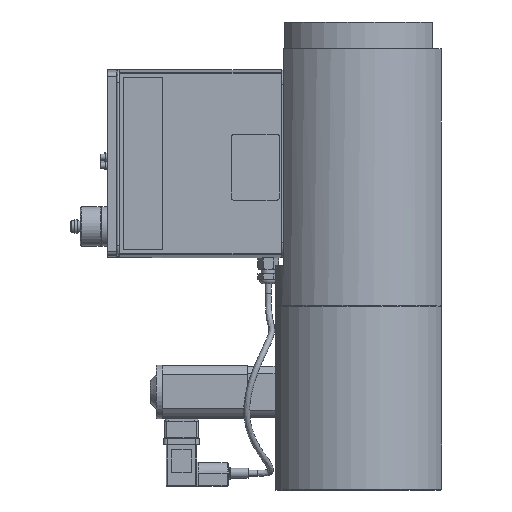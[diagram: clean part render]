
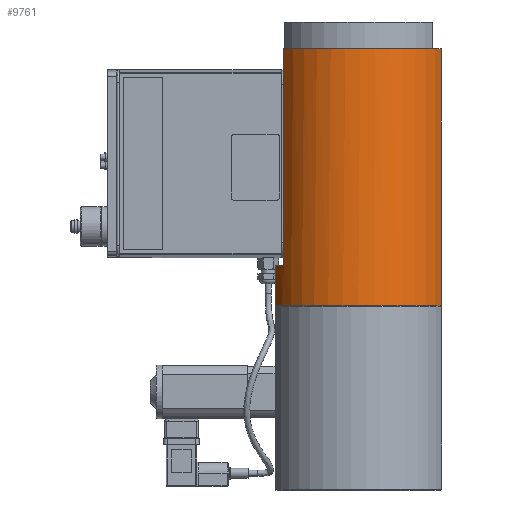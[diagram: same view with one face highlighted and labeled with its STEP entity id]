
A CAD part, left-side view. The second image highlights one B-rep face of the part: STEP entity #9761.
In plain terms, the highlighted cylindrical face has radius 44.5 mm (diameter 89 mm), a partial arc.
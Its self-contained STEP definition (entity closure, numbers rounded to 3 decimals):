
#725=CYLINDRICAL_SURFACE('',#10571,44.5);
#1090=LINE('',#15869,#1760);
#1091=LINE('',#15872,#1761);
#1092=LINE('',#15873,#1762);
#1760=VECTOR('',#12397,10.);
#1761=VECTOR('',#12400,10.);
#1762=VECTOR('',#12401,10.);
#2523=FACE_OUTER_BOUND('',#3123,.T.);
#3123=EDGE_LOOP('',(#7574,#7575,#7576,#7577,#7578,#7579));
#3754=CIRCLE('',#10570,44.5);
#3755=CIRCLE('',#10572,44.5);
#3756=CIRCLE('',#10573,44.5);
#4487=VERTEX_POINT('',#15857);
#4488=VERTEX_POINT('',#15859);
#4490=VERTEX_POINT('',#15865);
#4491=VERTEX_POINT('',#15866);
#4492=VERTEX_POINT('',#15868);
#4493=VERTEX_POINT('',#15870);
#5624=EDGE_CURVE('',#4488,#4487,#3754,.T.);
#5627=EDGE_CURVE('',#4490,#4491,#3755,.T.);
#5628=EDGE_CURVE('',#4492,#4491,#1090,.T.);
#5629=EDGE_CURVE('',#4493,#4492,#3756,.T.);
#5630=EDGE_CURVE('',#4488,#4493,#1091,.T.);
#5631=EDGE_CURVE('',#4487,#4490,#1092,.T.);
#7574=ORIENTED_EDGE('',*,*,#5627,.T.);
#7575=ORIENTED_EDGE('',*,*,#5628,.F.);
#7576=ORIENTED_EDGE('',*,*,#5629,.F.);
#7577=ORIENTED_EDGE('',*,*,#5630,.F.);
#7578=ORIENTED_EDGE('',*,*,#5624,.T.);
#7579=ORIENTED_EDGE('',*,*,#5631,.T.);
#9761=ADVANCED_FACE('',(#2523),#725,.T.);
#10570=AXIS2_PLACEMENT_3D('',#15860,#12389,#12390);
#10571=AXIS2_PLACEMENT_3D('',#15864,#12393,#12394);
#10572=AXIS2_PLACEMENT_3D('',#15867,#12395,#12396);
#10573=AXIS2_PLACEMENT_3D('',#15871,#12398,#12399);
#12389=DIRECTION('center_axis',(0.,0.,1.));
#12390=DIRECTION('ref_axis',(1.,0.,0.));
#12393=DIRECTION('center_axis',(0.,0.,1.));
#12394=DIRECTION('ref_axis',(-1.,0.,0.));
#12395=DIRECTION('center_axis',(0.,0.,-1.));
#12396=DIRECTION('ref_axis',(1.,0.,0.));
#12397=DIRECTION('',(0.,0.,1.));
#12398=DIRECTION('center_axis',(0.,0.,1.));
#12399=DIRECTION('ref_axis',(-0.538,0.843,0.));
#12400=DIRECTION('',(0.,0.,1.));
#12401=DIRECTION('',(0.,0.,1.));
#15857=CARTESIAN_POINT('',(-15.401,-41.75,0.));
#15859=CARTESIAN_POINT('',(-15.401,41.75,0.));
#15860=CARTESIAN_POINT('Origin',(0.,0.,0.));
#15864=CARTESIAN_POINT('Origin',(0.,0.,0.));
#15865=CARTESIAN_POINT('',(-15.401,-41.75,129.5));
#15866=CARTESIAN_POINT('',(-23.958,37.5,129.5));
#15867=CARTESIAN_POINT('Origin',(0.,0.,129.5));
#15868=CARTESIAN_POINT('',(-23.958,37.5,20.));
#15869=CARTESIAN_POINT('',(-23.958,37.5,0.));
#15870=CARTESIAN_POINT('',(-15.401,41.75,20.));
#15871=CARTESIAN_POINT('Origin',(0.,0.,20.));
#15872=CARTESIAN_POINT('',(-15.401,41.75,0.));
#15873=CARTESIAN_POINT('',(-15.401,-41.75,0.));
